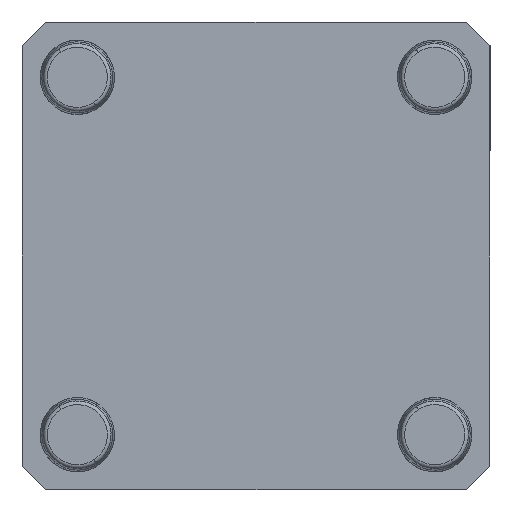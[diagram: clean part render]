
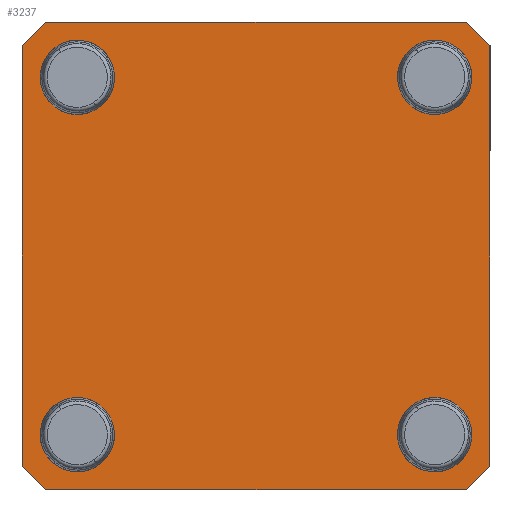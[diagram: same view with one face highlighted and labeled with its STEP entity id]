
A CAD part, front view. The second image highlights one B-rep face of the part: STEP entity #3237.
In plain terms, the highlighted planar face has unit normal (0, -1, 0).
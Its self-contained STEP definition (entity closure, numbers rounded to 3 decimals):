
#15 = DIRECTION ( 'NONE',  ( -1., 0., 0. ) ) ;
#127 = VERTEX_POINT ( 'NONE', #5045 ) ;
#136 = CIRCLE ( 'NONE', #5203, 8. ) ;
#154 = CARTESIAN_POINT ( 'NONE',  ( 48., 0., -48. ) ) ;
#179 = CARTESIAN_POINT ( 'NONE',  ( -62.865, 0., -62.865 ) ) ;
#181 = VERTEX_POINT ( 'NONE', #5620 ) ;
#227 = CARTESIAN_POINT ( 'NONE',  ( 48., 0., 40. ) ) ;
#290 = ORIENTED_EDGE ( 'NONE', *, *, #3112, .F. ) ;
#310 = CIRCLE ( 'NONE', #368, 8. ) ;
#368 = AXIS2_PLACEMENT_3D ( 'NONE', #819, #2287, #1758 ) ;
#382 = CIRCLE ( 'NONE', #5705, 8. ) ;
#449 = CARTESIAN_POINT ( 'NONE',  ( 56.515, 0., -62.865 ) ) ;
#583 = ORIENTED_EDGE ( 'NONE', *, *, #3916, .F. ) ;
#607 = DIRECTION ( 'NONE',  ( 0., 0., 1. ) ) ;
#745 = EDGE_CURVE ( 'NONE', #4683, #4674, #1168, .T. ) ;
#775 = FACE_BOUND ( 'NONE', #4464, .T. ) ;
#819 = CARTESIAN_POINT ( 'NONE',  ( -48., 0., 48. ) ) ;
#826 = DIRECTION ( 'NONE',  ( 0.707, 0., -0.707 ) ) ;
#841 = CARTESIAN_POINT ( 'NONE',  ( 48., 0., 48. ) ) ;
#860 = VERTEX_POINT ( 'NONE', #5636 ) ;
#1029 = ORIENTED_EDGE ( 'NONE', *, *, #4418, .F. ) ;
#1084 = DIRECTION ( 'NONE',  ( 0., -1., 0. ) ) ;
#1098 = EDGE_CURVE ( 'NONE', #2989, #4200, #2719, .T. ) ;
#1168 = LINE ( 'NONE', #179, #4500 ) ;
#1227 = LINE ( 'NONE', #3587, #3157 ) ;
#1254 = CARTESIAN_POINT ( 'NONE',  ( 48., 0., -40. ) ) ;
#1293 = CARTESIAN_POINT ( 'NONE',  ( 48., 0., 56. ) ) ;
#1448 = CIRCLE ( 'NONE', #5634, 8. ) ;
#1460 = ORIENTED_EDGE ( 'NONE', *, *, #4873, .F. ) ;
#1596 = FACE_BOUND ( 'NONE', #2337, .T. ) ;
#1618 = CARTESIAN_POINT ( 'NONE',  ( -62.865, 0., -56.515 ) ) ;
#1685 = DIRECTION ( 'NONE',  ( -0.707, 0., -0.707 ) ) ;
#1736 = ORIENTED_EDGE ( 'NONE', *, *, #6370, .T. ) ;
#1758 = DIRECTION ( 'NONE',  ( 0., 0., -1. ) ) ;
#1866 = CARTESIAN_POINT ( 'NONE',  ( 62.865, 0., -56.515 ) ) ;
#1911 = CARTESIAN_POINT ( 'NONE',  ( 0., 0., 0. ) ) ;
#1949 = CARTESIAN_POINT ( 'NONE',  ( -48., 0., -56. ) ) ;
#2003 = CARTESIAN_POINT ( 'NONE',  ( -56.515, 0., 62.865 ) ) ;
#2019 = VECTOR ( 'NONE', #5752, 1000. ) ;
#2053 = VERTEX_POINT ( 'NONE', #4317 ) ;
#2126 = LINE ( 'NONE', #3955, #2605 ) ;
#2162 = CARTESIAN_POINT ( 'NONE',  ( -62.865, 0., 56.515 ) ) ;
#2186 = CARTESIAN_POINT ( 'NONE',  ( 56.515, 0., 62.865 ) ) ;
#2275 = VECTOR ( 'NONE', #826, 1000. ) ;
#2287 = DIRECTION ( 'NONE',  ( 0., -1., 0. ) ) ;
#2311 = EDGE_CURVE ( 'NONE', #2053, #4033, #1227, .T. ) ;
#2316 = ORIENTED_EDGE ( 'NONE', *, *, #3418, .F. ) ;
#2337 = EDGE_LOOP ( 'NONE', ( #4884, #2316 ) ) ;
#2338 = EDGE_CURVE ( 'NONE', #2339, #3534, #382, .T. ) ;
#2339 = VERTEX_POINT ( 'NONE', #5016 ) ;
#2343 = VECTOR ( 'NONE', #2456, 1000. ) ;
#2397 = DIRECTION ( 'NONE',  ( 0., -1., 0. ) ) ;
#2412 = LINE ( 'NONE', #449, #2019 ) ;
#2456 = DIRECTION ( 'NONE',  ( 0., 0., -1. ) ) ;
#2508 = DIRECTION ( 'NONE',  ( 1., 0., 0. ) ) ;
#2605 = VECTOR ( 'NONE', #15, 1000. ) ;
#2616 = FACE_OUTER_BOUND ( 'NONE', #4146, .T. ) ;
#2719 = CIRCLE ( 'NONE', #2826, 8. ) ;
#2824 = VECTOR ( 'NONE', #1685, 1000. ) ;
#2826 = AXIS2_PLACEMENT_3D ( 'NONE', #841, #2397, #2901 ) ;
#2855 = DIRECTION ( 'NONE',  ( 0., 0., 1. ) ) ;
#2872 = DIRECTION ( 'NONE',  ( 0., 1., 0. ) ) ;
#2901 = DIRECTION ( 'NONE',  ( 0., 0., 1. ) ) ;
#2904 = ORIENTED_EDGE ( 'NONE', *, *, #1098, .F. ) ;
#2919 = PLANE ( 'NONE',  #6182 ) ;
#2942 = CARTESIAN_POINT ( 'NONE',  ( -48., 0., 56. ) ) ;
#2985 = CARTESIAN_POINT ( 'NONE',  ( -62.865, 0., 62.865 ) ) ;
#2989 = VERTEX_POINT ( 'NONE', #227 ) ;
#2996 = DIRECTION ( 'NONE',  ( 0., 0., -1. ) ) ;
#3049 = LINE ( 'NONE', #2003, #2824 ) ;
#3050 = EDGE_CURVE ( 'NONE', #4141, #4322, #310, .T. ) ;
#3112 = EDGE_CURVE ( 'NONE', #4200, #2989, #136, .T. ) ;
#3130 = ORIENTED_EDGE ( 'NONE', *, *, #6061, .F. ) ;
#3135 = VECTOR ( 'NONE', #2508, 1000. ) ;
#3157 = VECTOR ( 'NONE', #5543, 1000. ) ;
#3188 = EDGE_CURVE ( 'NONE', #181, #6075, #3920, .T. ) ;
#3237 = ADVANCED_FACE ( 'NONE', ( #4156, #775, #1596, #5173, #2616 ), #2919, .F. ) ;
#3329 = DIRECTION ( 'NONE',  ( 0., -1., 0. ) ) ;
#3370 = CARTESIAN_POINT ( 'NONE',  ( -48., 0., -48. ) ) ;
#3418 = EDGE_CURVE ( 'NONE', #3534, #2339, #1448, .T. ) ;
#3478 = CARTESIAN_POINT ( 'NONE',  ( 62.865, 0., -62.865 ) ) ;
#3493 = CARTESIAN_POINT ( 'NONE',  ( -56.515, 0., -62.865 ) ) ;
#3534 = VERTEX_POINT ( 'NONE', #1254 ) ;
#3587 = CARTESIAN_POINT ( 'NONE',  ( 62.865, 0., 56.515 ) ) ;
#3678 = ORIENTED_EDGE ( 'NONE', *, *, #4559, .T. ) ;
#3739 = CARTESIAN_POINT ( 'NONE',  ( 48., 0., 48. ) ) ;
#3759 = DIRECTION ( 'NONE',  ( 0., 0., 1. ) ) ;
#3850 = AXIS2_PLACEMENT_3D ( 'NONE', #5326, #3329, #2855 ) ;
#3916 = EDGE_CURVE ( 'NONE', #860, #6105, #2126, .T. ) ;
#3920 = CIRCLE ( 'NONE', #5458, 8. ) ;
#3922 = CARTESIAN_POINT ( 'NONE',  ( -48., 0., 48. ) ) ;
#3955 = CARTESIAN_POINT ( 'NONE',  ( -62.865, 0., -62.865 ) ) ;
#4033 = VERTEX_POINT ( 'NONE', #2186 ) ;
#4141 = VERTEX_POINT ( 'NONE', #4219 ) ;
#4146 = EDGE_LOOP ( 'NONE', ( #583, #1736, #4435, #4607, #1029, #3678, #4754, #5657 ) ) ;
#4156 = FACE_BOUND ( 'NONE', #5848, .T. ) ;
#4200 = VERTEX_POINT ( 'NONE', #1293 ) ;
#4204 = EDGE_CURVE ( 'NONE', #4683, #6105, #4917, .T. ) ;
#4219 = CARTESIAN_POINT ( 'NONE',  ( -48., 0., 40. ) ) ;
#4317 = CARTESIAN_POINT ( 'NONE',  ( 62.865, 0., 56.515 ) ) ;
#4322 = VERTEX_POINT ( 'NONE', #2942 ) ;
#4384 = ORIENTED_EDGE ( 'NONE', *, *, #3050, .F. ) ;
#4418 = EDGE_CURVE ( 'NONE', #127, #4033, #5852, .T. ) ;
#4435 = ORIENTED_EDGE ( 'NONE', *, *, #5966, .F. ) ;
#4437 = AXIS2_PLACEMENT_3D ( 'NONE', #3922, #5470, #2996 ) ;
#4464 = EDGE_LOOP ( 'NONE', ( #1460, #4853 ) ) ;
#4500 = VECTOR ( 'NONE', #607, 1000. ) ;
#4524 = DIRECTION ( 'NONE',  ( 0., 0., -1. ) ) ;
#4559 = EDGE_CURVE ( 'NONE', #127, #4674, #3049, .T. ) ;
#4607 = ORIENTED_EDGE ( 'NONE', *, *, #2311, .T. ) ;
#4674 = VERTEX_POINT ( 'NONE', #2162 ) ;
#4683 = VERTEX_POINT ( 'NONE', #1618 ) ;
#4754 = ORIENTED_EDGE ( 'NONE', *, *, #745, .F. ) ;
#4800 = CARTESIAN_POINT ( 'NONE',  ( -62.865, 0., -56.515 ) ) ;
#4814 = DIRECTION ( 'NONE',  ( 0., 0., 1. ) ) ;
#4832 = CIRCLE ( 'NONE', #4437, 8. ) ;
#4853 = ORIENTED_EDGE ( 'NONE', *, *, #3188, .F. ) ;
#4866 = DIRECTION ( 'NONE',  ( 0., -1., 0. ) ) ;
#4873 = EDGE_CURVE ( 'NONE', #6075, #181, #5923, .T. ) ;
#4884 = ORIENTED_EDGE ( 'NONE', *, *, #2338, .F. ) ;
#4909 = VERTEX_POINT ( 'NONE', #1866 ) ;
#4917 = LINE ( 'NONE', #4800, #2275 ) ;
#5016 = CARTESIAN_POINT ( 'NONE',  ( 48., 0., -56. ) ) ;
#5045 = CARTESIAN_POINT ( 'NONE',  ( -56.515, 0., 62.865 ) ) ;
#5096 = DIRECTION ( 'NONE',  ( 0., -1., 0. ) ) ;
#5173 = FACE_BOUND ( 'NONE', #6332, .T. ) ;
#5203 = AXIS2_PLACEMENT_3D ( 'NONE', #3739, #6265, #3759 ) ;
#5326 = CARTESIAN_POINT ( 'NONE',  ( -48., 0., -48. ) ) ;
#5458 = AXIS2_PLACEMENT_3D ( 'NONE', #3370, #4866, #4814 ) ;
#5470 = DIRECTION ( 'NONE',  ( 0., -1., 0. ) ) ;
#5543 = DIRECTION ( 'NONE',  ( -0.707, 0., 0.707 ) ) ;
#5558 = CARTESIAN_POINT ( 'NONE',  ( 48., 0., -48. ) ) ;
#5620 = CARTESIAN_POINT ( 'NONE',  ( -48., 0., -40. ) ) ;
#5634 = AXIS2_PLACEMENT_3D ( 'NONE', #5558, #5096, #6064 ) ;
#5636 = CARTESIAN_POINT ( 'NONE',  ( 56.515, 0., -62.865 ) ) ;
#5657 = ORIENTED_EDGE ( 'NONE', *, *, #4204, .T. ) ;
#5705 = AXIS2_PLACEMENT_3D ( 'NONE', #154, #1084, #4524 ) ;
#5752 = DIRECTION ( 'NONE',  ( 0.707, 0., 0.707 ) ) ;
#5848 = EDGE_LOOP ( 'NONE', ( #2904, #290 ) ) ;
#5852 = LINE ( 'NONE', #2985, #3135 ) ;
#5923 = CIRCLE ( 'NONE', #3850, 8. ) ;
#5966 = EDGE_CURVE ( 'NONE', #2053, #4909, #6307, .T. ) ;
#6061 = EDGE_CURVE ( 'NONE', #4322, #4141, #4832, .T. ) ;
#6064 = DIRECTION ( 'NONE',  ( 0., 0., -1. ) ) ;
#6075 = VERTEX_POINT ( 'NONE', #1949 ) ;
#6105 = VERTEX_POINT ( 'NONE', #3493 ) ;
#6182 = AXIS2_PLACEMENT_3D ( 'NONE', #1911, #2872, #6389 ) ;
#6265 = DIRECTION ( 'NONE',  ( 0., -1., 0. ) ) ;
#6307 = LINE ( 'NONE', #3478, #2343 ) ;
#6332 = EDGE_LOOP ( 'NONE', ( #4384, #3130 ) ) ;
#6370 = EDGE_CURVE ( 'NONE', #860, #4909, #2412, .T. ) ;
#6389 = DIRECTION ( 'NONE',  ( 0., 0., 1. ) ) ;
